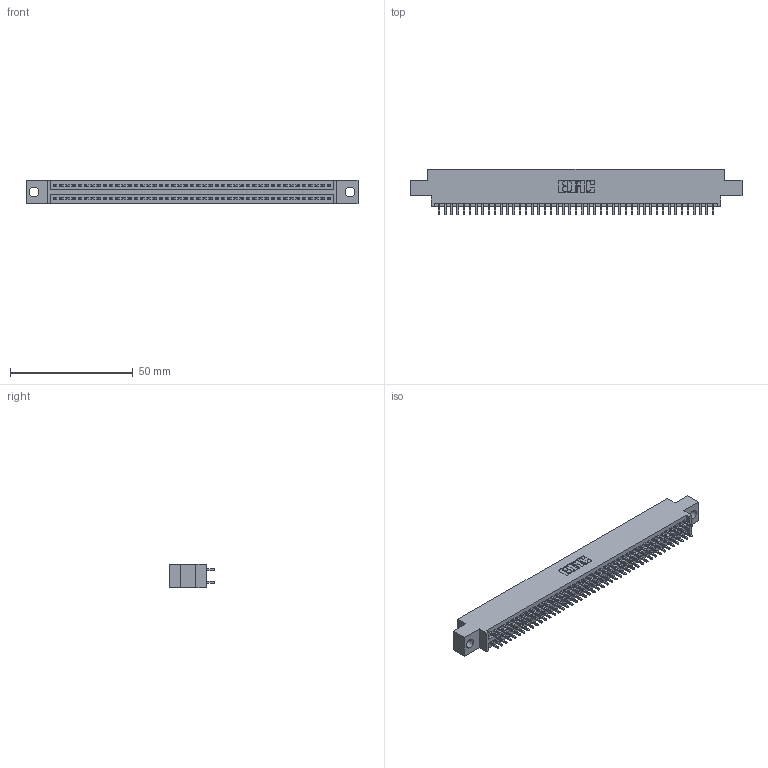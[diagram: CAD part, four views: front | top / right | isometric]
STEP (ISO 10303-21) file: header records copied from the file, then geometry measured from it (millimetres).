
FILE_DESCRIPTION (( 'STEP AP203' ), '1' );
FILE_NAME ('395-090-521-804.STEP', '2021-06-17T09:58:25', ( '' ), ( '' ), 'SwSTEP 2.0', 'SolidWorks 2020', '' );
FILE_SCHEMA (( 'CONFIG_CONTROL_DESIGN' ));
Length unit declared in the file: inch
Products named in the file (3): 395-090-521-804; 345-292-001_345-293-121; 345 Part_0.170 Offset - 0.156 Dia-TI
Assembly tree (91 placements, depth 2):
  395-090-521-804
    345 Part_0.170 Offset - 0.156 Dia-TI
    345-292-001_345-293-121  x90
Bounding box: 135.51 x 18.72 x 9.4 mm (x, y, z)
Volume: 12935.3 mm3; surface area: 18934.6 mm2
Topology: 91 solids, 91 shells, 4644 faces, 13799 edges, 9078 vertices
Faces by surface type: plane 3068, cylinder 1576
Entity records: 35473 total; most frequent: CARTESIAN_POINT 5950, ORIENTED_EDGE 5882, DIRECTION 5241, EDGE_CURVE 2941, VECTOR 2629, LINE 2629, VERTEX_POINT 1958, AXIS2_PLACEMENT_3D 1306
